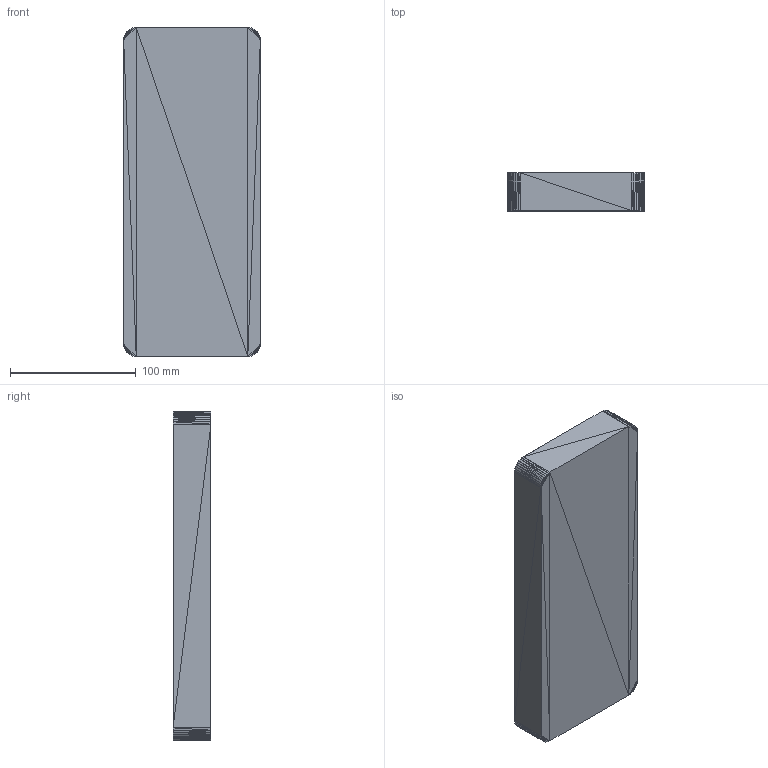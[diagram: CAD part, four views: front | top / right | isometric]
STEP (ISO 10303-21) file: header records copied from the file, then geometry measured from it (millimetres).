
FILE_DESCRIPTION(('STEP AP214'),'1');
FILE_NAME('result.stp','2026-01-20T19:49:14',(' '),(' '),'Spatial InterOp 3D',' ',' ');
FILE_SCHEMA(('automotive_design'));
Length unit declared in the file: metre
Products named in the file (1): Root
Bounding box: 108.6 x 30 x 261.4 mm (x, y, z)
Surface area: 98169 mm2 (no closed solid volume)
Topology: 0 solids, 300 shells, 300 faces, 900 edges, 152 vertices
Faces by surface type: plane 300
Entity records: 9328 total; most frequent: DIRECTION 1502, ORIENTED_EDGE 900, EDGE_CURVE 900, LINE 900, VECTOR 900, AXIS2_PLACEMENT_3D 301, STYLED_ITEM 300, PRESENTATION_STYLE_ASSIGNMENT 300
